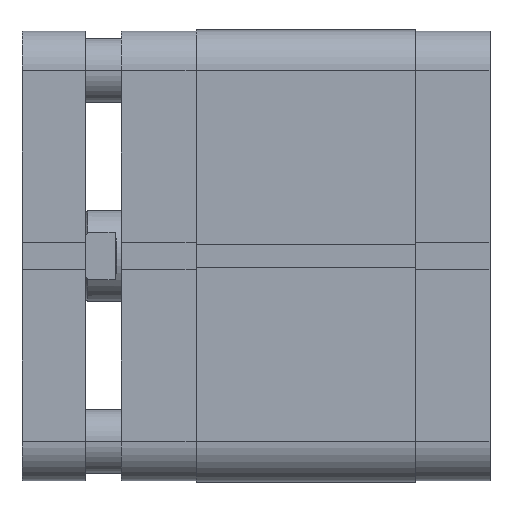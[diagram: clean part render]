
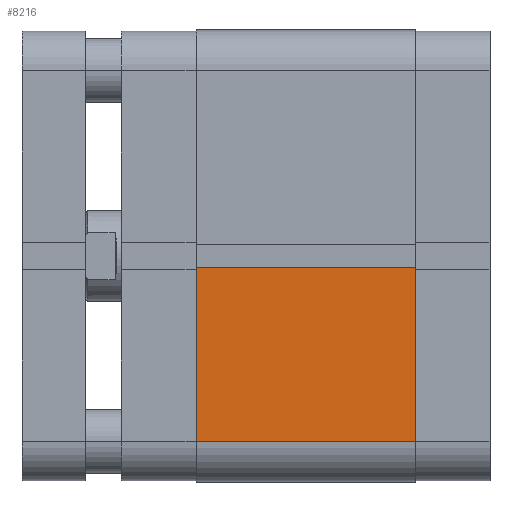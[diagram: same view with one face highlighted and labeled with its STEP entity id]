
A CAD part, front view. The second image highlights one B-rep face of the part: STEP entity #8216.
In plain terms, the highlighted face is planar.
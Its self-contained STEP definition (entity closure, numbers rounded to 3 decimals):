
#62 = CARTESIAN_POINT ( 'NONE',  ( 50., -2.6, 0. ) ) ;
#65 = DIRECTION ( 'NONE',  ( 0., 1., 0. ) ) ;
#130 = CARTESIAN_POINT ( 'NONE',  ( 50., -41., 48.5 ) ) ;
#131 = DIRECTION ( 'NONE',  ( 0., 0., -1. ) ) ;
#132 = CARTESIAN_POINT ( 'NONE',  ( 50., -2.6, 48.5 ) ) ;
#133 = DIRECTION ( 'NONE',  ( 0., 0., -1. ) ) ;
#919 = CARTESIAN_POINT ( 'NONE',  ( 50., -2.6, 48.5 ) ) ;
#920 = PLANE ( 'NONE',  #5287 ) ;
#922 = DIRECTION ( 'NONE',  ( -1., 0., 0. ) ) ;
#923 = DIRECTION ( 'NONE',  ( 0., -1., 0. ) ) ;
#1223 = LINE ( 'NONE', #62, #1227 ) ;
#1227 = VECTOR ( 'NONE', #65, 1000. ) ;
#1281 = LINE ( 'NONE', #130, #1282 ) ;
#1282 = VECTOR ( 'NONE', #131, 1000. ) ;
#1283 = LINE ( 'NONE', #132, #1284 ) ;
#1284 = VECTOR ( 'NONE', #133, 1000. ) ;
#1780 = FACE_OUTER_BOUND ( 'NONE', #3618, .T. ) ;
#3618 = EDGE_LOOP ( 'NONE', ( #6851, #6850, #6849, #6848 ) ) ;
#4035 = VERTEX_POINT ( 'NONE', #5627 ) ;
#4041 = VERTEX_POINT ( 'NONE', #5634 ) ;
#4046 = VERTEX_POINT ( 'NONE', #5639 ) ;
#4053 = VERTEX_POINT ( 'NONE', #5646 ) ;
#4684 = EDGE_CURVE ( 'NONE', #4035, #4046, #7856, .T. ) ;
#4731 = EDGE_CURVE ( 'NONE', #4041, #4053, #1223, .T. ) ;
#4761 = EDGE_CURVE ( 'NONE', #4035, #4041, #1281, .T. ) ;
#4762 = EDGE_CURVE ( 'NONE', #4046, #4053, #1283, .T. ) ;
#5287 = AXIS2_PLACEMENT_3D ( 'NONE', #919, #922, #923 ) ;
#5627 = CARTESIAN_POINT ( 'NONE',  ( 50., -41., 48.5 ) ) ;
#5634 = CARTESIAN_POINT ( 'NONE',  ( 50., -41., 0. ) ) ;
#5639 = CARTESIAN_POINT ( 'NONE',  ( 50., -2.6, 48.5 ) ) ;
#5646 = CARTESIAN_POINT ( 'NONE',  ( 50., -2.6, 0. ) ) ;
#6714 = CARTESIAN_POINT ( 'NONE',  ( 50., -2.6, 48.5 ) ) ;
#6715 = DIRECTION ( 'NONE',  ( 0., 1., 0. ) ) ;
#6848 = ORIENTED_EDGE ( 'NONE', *, *, #4761, .T. ) ;
#6849 = ORIENTED_EDGE ( 'NONE', *, *, #4684, .F. ) ;
#6850 = ORIENTED_EDGE ( 'NONE', *, *, #4762, .F. ) ;
#6851 = ORIENTED_EDGE ( 'NONE', *, *, #4731, .T. ) ;
#7856 = LINE ( 'NONE', #6714, #7863 ) ;
#7863 = VECTOR ( 'NONE', #6715, 1000. ) ;
#8216 = ADVANCED_FACE ( 'NONE', ( #1780 ), #920, .F. ) ;
